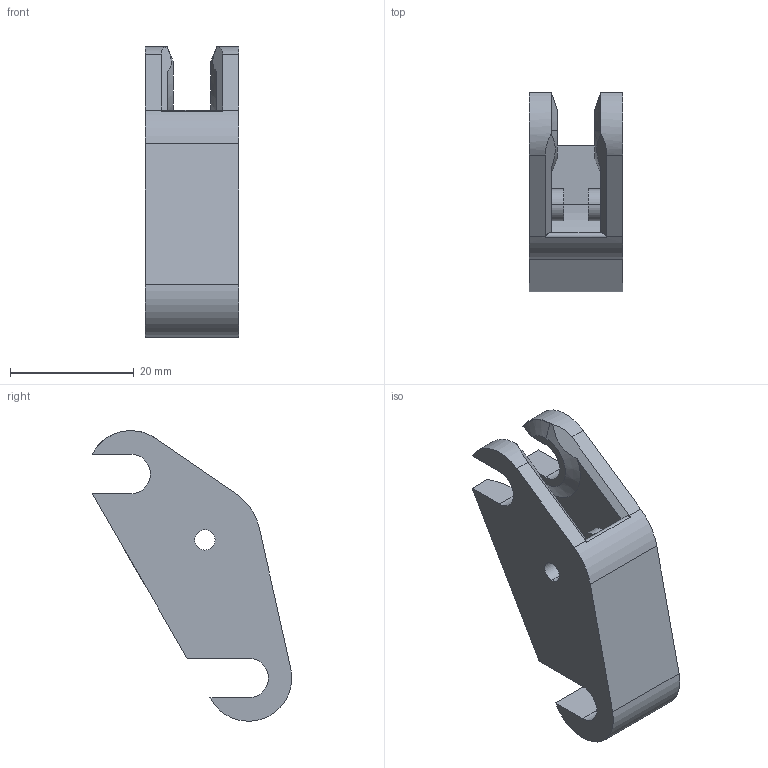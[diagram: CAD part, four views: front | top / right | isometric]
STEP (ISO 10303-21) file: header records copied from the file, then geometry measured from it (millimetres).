
FILE_DESCRIPTION (( 'STEP AP214' ), '1' );
FILE_NAME ('y-idler-bracket.STEP', '2011-09-26T13:01:03', ( 'Owner' ), ( '22ndstreetcomputers.com' ), 'SwSTEP 2.0', 'SolidWorks 2010', '' );
FILE_SCHEMA (( 'AUTOMOTIVE_DESIGN' ));
Length unit declared in the file: millimetre
Products named in the file (1): y-idler-bracket
Bounding box: 15.2 x 32.27 x 46.99 mm (x, y, z)
Volume: 7779.1 mm3; surface area: 4497.4 mm2
Topology: 1 solids, 1 shells, 51 faces, 141 edges, 94 vertices
Faces by surface type: plane 25, cylinder 20, cone 6
Entity records: 1723 total; most frequent: CARTESIAN_POINT 351, DIRECTION 285, ORIENTED_EDGE 282, EDGE_CURVE 141, AXIS2_PLACEMENT_3D 104, VERTEX_POINT 94, VECTOR 77, LINE 77
